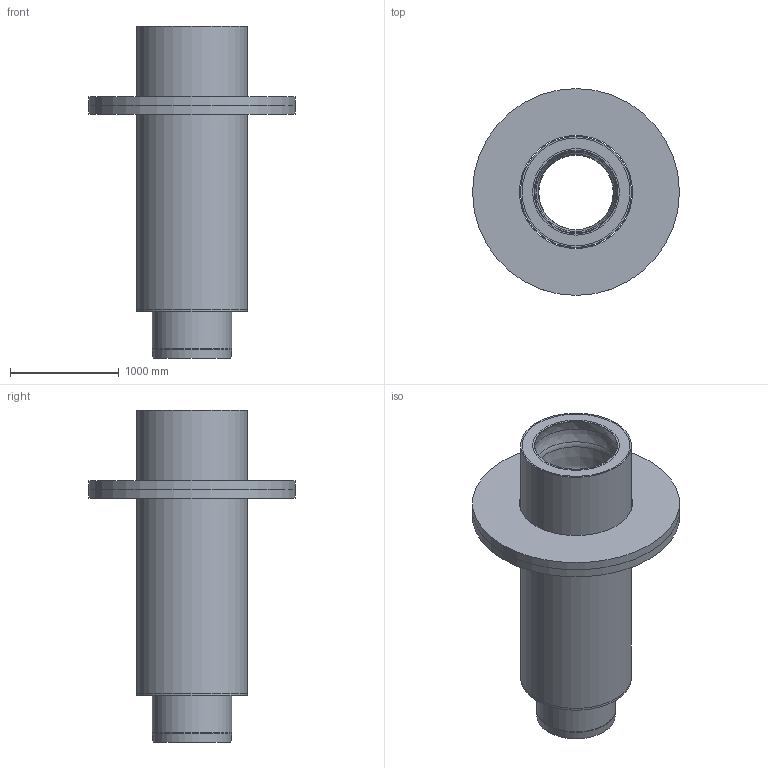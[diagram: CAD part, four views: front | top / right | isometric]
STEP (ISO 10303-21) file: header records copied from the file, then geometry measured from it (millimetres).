
FILE_DESCRIPTION(/* description */ (''),/* implementation_level */ '2;1');
FILE_NAME(/* name */ '82651.070X_3D.stp',/* time_stamp */ '2024-12-12T09:49:47+01:00',/* author */ ('CAD'),/* organization */ (''),/* preprocessor_version */ 'ST-DEVELOPER v20',/* originating_system */ 'AutoCAD Mechanical',/* authorisation */ '');
FILE_SCHEMA (('AUTOMOTIVE_DESIGN { 1 0 10303 214 3 1 1 }'));
Length unit declared in the file: centimetre
Products named in the file (2): Product; *S0
Assembly tree (1 placements, depth 2):
  Product
    *S0
Bounding box: 1900 x 1900 x 3050 mm (x, y, z)
Volume: 1410427079.3 mm3; surface area: 56143149 mm2
Topology: 7 solids, 7 shells, 60 faces, 124 edges, 80 vertices
Faces by surface type: cylinder 20, plane 16, torus 13, bspline 6, cone 5
Full cylindrical faces by diameter (mm): 698 x1, 730 x3, 792 x2, 810 x1, 842 x3, 990 x4, 1020 x2, 1040 x2, 1900 x2
Entity records: 1856 total; most frequent: CARTESIAN_POINT 423, DIRECTION 337, ORIENTED_EDGE 248, AXIS2_PLACEMENT_3D 156, EDGE_CURVE 124, CIRCLE 99, VERTEX_POINT 80, EDGE_LOOP 76
